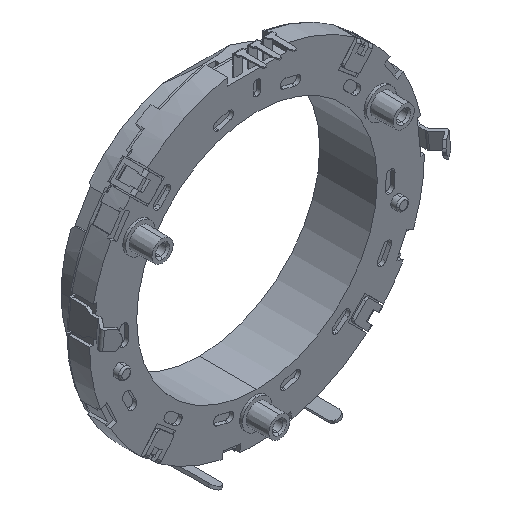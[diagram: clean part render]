
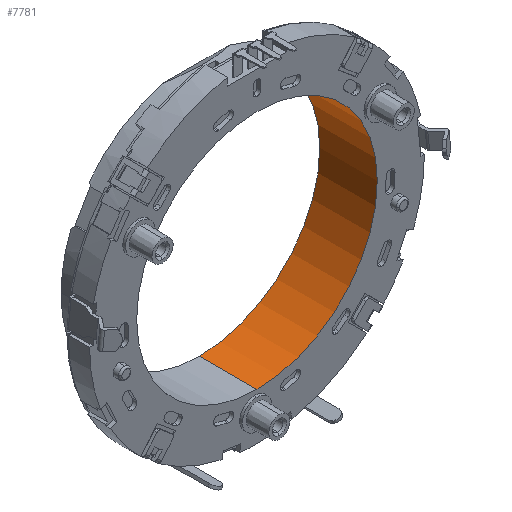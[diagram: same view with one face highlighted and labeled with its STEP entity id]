
A CAD part, isometric view. The second image highlights one B-rep face of the part: STEP entity #7781.
In plain terms, the highlighted cylindrical face has radius 20.3 mm (diameter 40.6 mm), a partial arc.
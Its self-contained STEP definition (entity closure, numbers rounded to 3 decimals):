
#138 = CARTESIAN_POINT ( 'NONE',  ( 0., 9.7, 20.3 ) ) ;
#2474 = FACE_OUTER_BOUND ( 'NONE', #10413, .T. ) ;
#2859 = CARTESIAN_POINT ( 'NONE',  ( 0., 9.7, -20.3 ) ) ;
#3132 = ORIENTED_EDGE ( 'NONE', *, *, #4605, .F. ) ;
#4605 = EDGE_CURVE ( 'NONE', #9700, #12770, #7258, .T. ) ;
#6164 = EDGE_CURVE ( 'NONE', #9700, #19273, #32539, .T. ) ;
#6437 = CARTESIAN_POINT ( 'NONE',  ( 0., 0., 0. ) ) ;
#6837 = ORIENTED_EDGE ( 'NONE', *, *, #7583, .T. ) ;
#7258 = LINE ( 'NONE', #27254, #10904 ) ;
#7305 = LINE ( 'NONE', #17767, #22709 ) ;
#7583 = EDGE_CURVE ( 'NONE', #19273, #13168, #7305, .T. ) ;
#7781 = ADVANCED_FACE ( 'NONE', ( #2474 ), #13781, .F. ) ;
#9050 = DIRECTION ( 'NONE',  ( 0., 0., 1. ) ) ;
#9700 = VERTEX_POINT ( 'NONE', #28104 ) ;
#10413 = EDGE_LOOP ( 'NONE', ( #3132, #20359, #6837, #20713 ) ) ;
#10793 = CIRCLE ( 'NONE', #22150, 20.3 ) ;
#10904 = VECTOR ( 'NONE', #29847, 1000. ) ;
#12770 = VERTEX_POINT ( 'NONE', #2859 ) ;
#13168 = VERTEX_POINT ( 'NONE', #138 ) ;
#13456 = CARTESIAN_POINT ( 'NONE',  ( 0., 0., 0. ) ) ;
#13781 = CYLINDRICAL_SURFACE ( 'NONE', #27639, 20.3 ) ;
#13869 = CARTESIAN_POINT ( 'NONE',  ( 0., 9.7, 0. ) ) ;
#16431 = DIRECTION ( 'NONE',  ( 0., 0., 1. ) ) ;
#17767 = CARTESIAN_POINT ( 'NONE',  ( 0., 0., 20.3 ) ) ;
#19273 = VERTEX_POINT ( 'NONE', #31095 ) ;
#20199 = AXIS2_PLACEMENT_3D ( 'NONE', #6437, #24556, #9050 ) ;
#20359 = ORIENTED_EDGE ( 'NONE', *, *, #6164, .T. ) ;
#20713 = ORIENTED_EDGE ( 'NONE', *, *, #32186, .F. ) ;
#22150 = AXIS2_PLACEMENT_3D ( 'NONE', #13869, #31996, #16431 ) ;
#22709 = VECTOR ( 'NONE', #33303, 1000. ) ;
#23765 = DIRECTION ( 'NONE',  ( 0., 1., 0. ) ) ;
#24556 = DIRECTION ( 'NONE',  ( 0., -1., 0. ) ) ;
#27254 = CARTESIAN_POINT ( 'NONE',  ( 0., 0., -20.3 ) ) ;
#27639 = AXIS2_PLACEMENT_3D ( 'NONE', #13456, #23765, #31591 ) ;
#28104 = CARTESIAN_POINT ( 'NONE',  ( 0., 0., -20.3 ) ) ;
#29847 = DIRECTION ( 'NONE',  ( 0., 1., 0. ) ) ;
#31095 = CARTESIAN_POINT ( 'NONE',  ( 0., 0., 20.3 ) ) ;
#31591 = DIRECTION ( 'NONE',  ( 0., 0., 1. ) ) ;
#31996 = DIRECTION ( 'NONE',  ( 0., -1., 0. ) ) ;
#32186 = EDGE_CURVE ( 'NONE', #12770, #13168, #10793, .T. ) ;
#32539 = CIRCLE ( 'NONE', #20199, 20.3 ) ;
#33303 = DIRECTION ( 'NONE',  ( 0., 1., 0. ) ) ;
